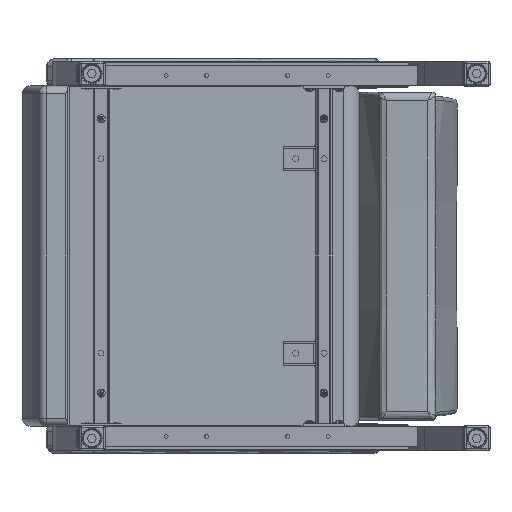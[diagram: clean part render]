
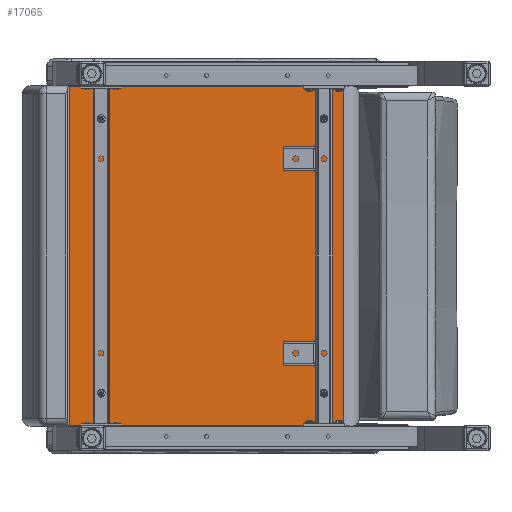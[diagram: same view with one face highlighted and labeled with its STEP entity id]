
A CAD part, front view. The second image highlights one B-rep face of the part: STEP entity #17065.
In plain terms, the highlighted planar face has unit normal (0, -1, 0).
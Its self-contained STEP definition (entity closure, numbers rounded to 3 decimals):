
#903=PLANE('',#18600);
#2123=FACE_OUTER_BOUND('',#3379,.T.);
#3379=EDGE_LOOP('',(#12053,#12054,#12055,#12056));
#5489=LINE('',#27152,#6407);
#5505=LINE('',#27286,#6423);
#5511=LINE('',#27373,#6429);
#5512=LINE('',#27375,#6430);
#6407=VECTOR('',#21050,0.394);
#6423=VECTOR('',#21126,0.394);
#6429=VECTOR('',#21188,0.394);
#6430=VECTOR('',#21191,0.394);
#7456=VERTEX_POINT('',#27140);
#7457=VERTEX_POINT('',#27151);
#7481=VERTEX_POINT('',#27274);
#7482=VERTEX_POINT('',#27285);
#9068=EDGE_CURVE('',#7456,#7457,#5489,.T.);
#9107=EDGE_CURVE('',#7481,#7482,#5505,.T.);
#9132=EDGE_CURVE('',#7481,#7457,#5511,.T.);
#9133=EDGE_CURVE('',#7482,#7456,#5512,.T.);
#12053=ORIENTED_EDGE('',*,*,#9068,.F.);
#12054=ORIENTED_EDGE('',*,*,#9133,.F.);
#12055=ORIENTED_EDGE('',*,*,#9107,.F.);
#12056=ORIENTED_EDGE('',*,*,#9132,.T.);
#17065=ADVANCED_FACE('',(#2123),#903,.T.);
#18600=AXIS2_PLACEMENT_3D('',#27374,#21189,#21190);
#21050=DIRECTION('',(1.,0.,0.));
#21126=DIRECTION('',(-1.,0.,0.));
#21188=DIRECTION('',(0.,0.,1.));
#21189=DIRECTION('center_axis',(0.,-1.,0.));
#21190=DIRECTION('ref_axis',(1.,0.,0.));
#21191=DIRECTION('',(0.,0.,1.));
#27140=CARTESIAN_POINT('',(-12.083,0.797,20.966));
#27151=CARTESIAN_POINT('',(4.791,0.797,20.966));
#27152=CARTESIAN_POINT('',(-9.146,0.797,20.966));
#27274=CARTESIAN_POINT('',(4.791,0.797,0.034));
#27285=CARTESIAN_POINT('',(-12.083,0.797,0.034));
#27286=CARTESIAN_POINT('',(-9.146,0.797,0.034));
#27373=CARTESIAN_POINT('',(4.791,0.797,0.));
#27374=CARTESIAN_POINT('Origin',(-12.083,0.797,0.));
#27375=CARTESIAN_POINT('',(-12.083,0.797,0.));
